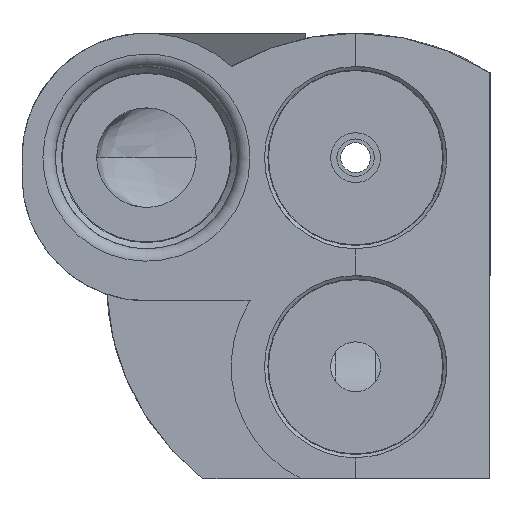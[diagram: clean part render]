
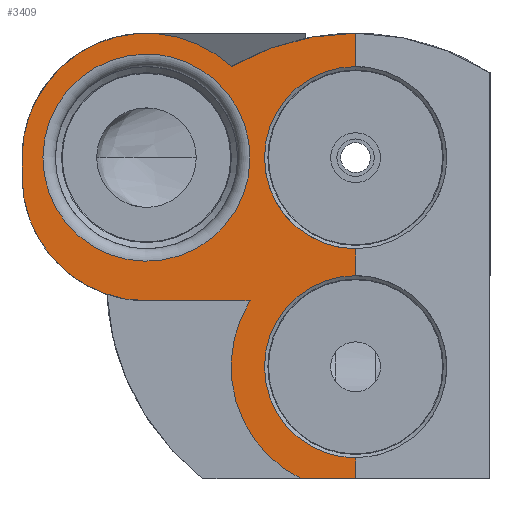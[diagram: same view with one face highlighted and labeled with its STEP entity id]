
A CAD part, left-side view. The second image highlights one B-rep face of the part: STEP entity #3409.
In plain terms, the highlighted planar face has unit normal (-1, 0, 0).
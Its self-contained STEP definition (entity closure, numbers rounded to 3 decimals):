
#98=FACE_BOUND('',#724,.T.);
#110=PLANE('',#3694);
#175=LINE('',#5488,#318);
#178=LINE('',#5496,#321);
#179=LINE('',#5501,#322);
#196=LINE('',#5619,#339);
#205=LINE('',#5666,#348);
#206=LINE('',#5669,#349);
#318=VECTOR('',#4006,1.);
#321=VECTOR('',#4011,1.);
#322=VECTOR('',#4016,1.);
#339=VECTOR('',#4127,1.);
#348=VECTOR('',#4170,1.);
#349=VECTOR('',#4173,1.);
#523=FACE_OUTER_BOUND('',#723,.T.);
#723=EDGE_LOOP('',(#2381,#2382,#2383,#2384,#2385,#2386,#2387,#2388,#2389,
#2390,#2391,#2392));
#724=EDGE_LOOP('',(#2393,#2394));
#941=CIRCLE('',#3636,0.183);
#945=CIRCLE('',#3642,0.5);
#957=CIRCLE('',#3657,0.183);
#979=CIRCLE('',#3687,0.25);
#980=CIRCLE('',#3689,0.208);
#984=CIRCLE('',#3693,0.208);
#985=CIRCLE('',#3695,0.25);
#986=CIRCLE('',#3696,0.25);
#1341=VERTEX_POINT('',#5484);
#1342=VERTEX_POINT('',#5485);
#1343=VERTEX_POINT('',#5487);
#1346=VERTEX_POINT('',#5493);
#1347=VERTEX_POINT('',#5495);
#1349=VERTEX_POINT('',#5499);
#1361=VERTEX_POINT('',#5528);
#1393=VERTEX_POINT('',#5618);
#1404=VERTEX_POINT('',#5649);
#1405=VERTEX_POINT('',#5653);
#1406=VERTEX_POINT('',#5654);
#1409=VERTEX_POINT('',#5663);
#1410=VERTEX_POINT('',#5665);
#1411=VERTEX_POINT('',#5667);
#1705=EDGE_CURVE('',#1341,#1343,#175,.T.);
#1709=EDGE_CURVE('',#1346,#1347,#178,.T.);
#1712=EDGE_CURVE('',#1349,#1342,#179,.T.);
#1717=EDGE_CURVE('',#1349,#1347,#941,.T.);
#1727=EDGE_CURVE('',#1346,#1361,#945,.T.);
#1741=EDGE_CURVE('',#1341,#1342,#957,.T.);
#1767=EDGE_CURVE('',#1393,#1343,#196,.T.);
#1781=EDGE_CURVE('',#1404,#1393,#979,.T.);
#1783=EDGE_CURVE('',#1405,#1406,#980,.T.);
#1787=EDGE_CURVE('',#1406,#1405,#984,.T.);
#1788=EDGE_CURVE('',#1361,#1409,#985,.T.);
#1789=EDGE_CURVE('',#1409,#1410,#205,.T.);
#1790=EDGE_CURVE('',#1410,#1411,#986,.T.);
#1791=EDGE_CURVE('',#1411,#1404,#206,.T.);
#2381=ORIENTED_EDGE('',*,*,#1767,.T.);
#2382=ORIENTED_EDGE('',*,*,#1705,.F.);
#2383=ORIENTED_EDGE('',*,*,#1741,.T.);
#2384=ORIENTED_EDGE('',*,*,#1712,.F.);
#2385=ORIENTED_EDGE('',*,*,#1717,.T.);
#2386=ORIENTED_EDGE('',*,*,#1709,.F.);
#2387=ORIENTED_EDGE('',*,*,#1727,.T.);
#2388=ORIENTED_EDGE('',*,*,#1788,.T.);
#2389=ORIENTED_EDGE('',*,*,#1789,.T.);
#2390=ORIENTED_EDGE('',*,*,#1790,.T.);
#2391=ORIENTED_EDGE('',*,*,#1791,.T.);
#2392=ORIENTED_EDGE('',*,*,#1781,.T.);
#2393=ORIENTED_EDGE('',*,*,#1783,.F.);
#2394=ORIENTED_EDGE('',*,*,#1787,.F.);
#3409=ADVANCED_FACE('',(#523,#98),#110,.T.);
#3636=AXIS2_PLACEMENT_3D('',#5510,#4026,#4027);
#3642=AXIS2_PLACEMENT_3D('',#5530,#4043,#4044);
#3657=AXIS2_PLACEMENT_3D('',#5558,#4075,#4076);
#3687=AXIS2_PLACEMENT_3D('',#5650,#4151,#4152);
#3689=AXIS2_PLACEMENT_3D('',#5655,#4156,#4157);
#3693=AXIS2_PLACEMENT_3D('',#5661,#4164,#4165);
#3694=AXIS2_PLACEMENT_3D('',#5662,#4166,#4167);
#3695=AXIS2_PLACEMENT_3D('',#5664,#4168,#4169);
#3696=AXIS2_PLACEMENT_3D('',#5668,#4171,#4172);
#4006=DIRECTION('',(0.,0.,-1.));
#4011=DIRECTION('',(0.,0.,-1.));
#4016=DIRECTION('',(0.,0.,-1.));
#4026=DIRECTION('center_axis',(1.,0.,0.));
#4027=DIRECTION('ref_axis',(0.,0.,
-1.));
#4043=DIRECTION('center_axis',(-1.,0.,0.));
#4044=DIRECTION('ref_axis',(0.,0.,
1.));
#4075=DIRECTION('center_axis',(1.,0.,0.));
#4076=DIRECTION('ref_axis',(0.,0.,
-1.));
#4127=DIRECTION('',(0.,-1.,0.));
#4151=DIRECTION('center_axis',(-1.,0.,0.));
#4152=DIRECTION('ref_axis',(0.,0.848,0.53));
#4156=DIRECTION('center_axis',(-1.,0.,0.));
#4157=DIRECTION('ref_axis',(0.,0.37,-0.929));
#4164=DIRECTION('center_axis',(-1.,0.,0.));
#4165=DIRECTION('ref_axis',(0.,0.37,-0.929));
#4166=DIRECTION('center_axis',(-1.,0.,0.));
#4167=DIRECTION('ref_axis',(0.,0.,1.));
#4168=DIRECTION('center_axis',(-1.,0.,0.));
#4169=DIRECTION('ref_axis',(0.,-0.681,0.732));
#4170=DIRECTION('',(0.,0.,-1.));
#4171=DIRECTION('center_axis',(-1.,0.,0.));
#4172=DIRECTION('ref_axis',(0.,1.,0.));
#4173=DIRECTION('',(0.,-1.,0.));
#5484=CARTESIAN_POINT('',(-0.57,0.35,-0.603));
#5485=CARTESIAN_POINT('',(-0.57,0.35,-0.237));
#5487=CARTESIAN_POINT('',(-0.57,0.35,-0.645));
#5488=CARTESIAN_POINT('',(-0.57,0.35,-0.08));
#5493=CARTESIAN_POINT('',(-0.57,0.35,0.25));
#5495=CARTESIAN_POINT('',(-0.57,0.35,0.183));
#5496=CARTESIAN_POINT('',(-0.57,0.35,-0.08));
#5499=CARTESIAN_POINT('',(-0.57,0.35,-0.183));
#5501=CARTESIAN_POINT('',(-0.57,0.35,-0.08));
#5510=CARTESIAN_POINT('Origin',(-0.57,0.35,0.));
#5528=CARTESIAN_POINT('',(-0.57,0.6,0.183));
#5530=CARTESIAN_POINT('Origin',(-0.57,0.35,-0.25));
#5558=CARTESIAN_POINT('Origin',(-0.57,0.35,-0.42));
#5618=CARTESIAN_POINT('',(-0.57,0.459,-0.645));
#5619=CARTESIAN_POINT('',(-0.57,0.477,-0.645));
#5649=CARTESIAN_POINT('',(-0.57,0.562,-0.287));
#5650=CARTESIAN_POINT('Origin',(-0.57,0.35,-0.42));
#5653=CARTESIAN_POINT('',(-0.57,0.693,0.193));
#5654=CARTESIAN_POINT('',(-0.57,0.77,0.208));
#5655=CARTESIAN_POINT('Origin',(-0.57,0.77,0.));
#5661=CARTESIAN_POINT('Origin',(-0.57,0.77,0.));
#5662=CARTESIAN_POINT('Origin',(-0.57,0.604,-0.159));
#5663=CARTESIAN_POINT('',(-0.57,1.02,0.));
#5664=CARTESIAN_POINT('Origin',(-0.57,0.77,0.));
#5665=CARTESIAN_POINT('',(-0.57,1.02,-0.037));
#5666=CARTESIAN_POINT('',(-0.57,1.02,0.));
#5667=CARTESIAN_POINT('',(-0.57,0.77,-0.287));
#5668=CARTESIAN_POINT('Origin',(-0.57,0.77,-0.037));
#5669=CARTESIAN_POINT('',(-0.57,0.77,-0.287));
